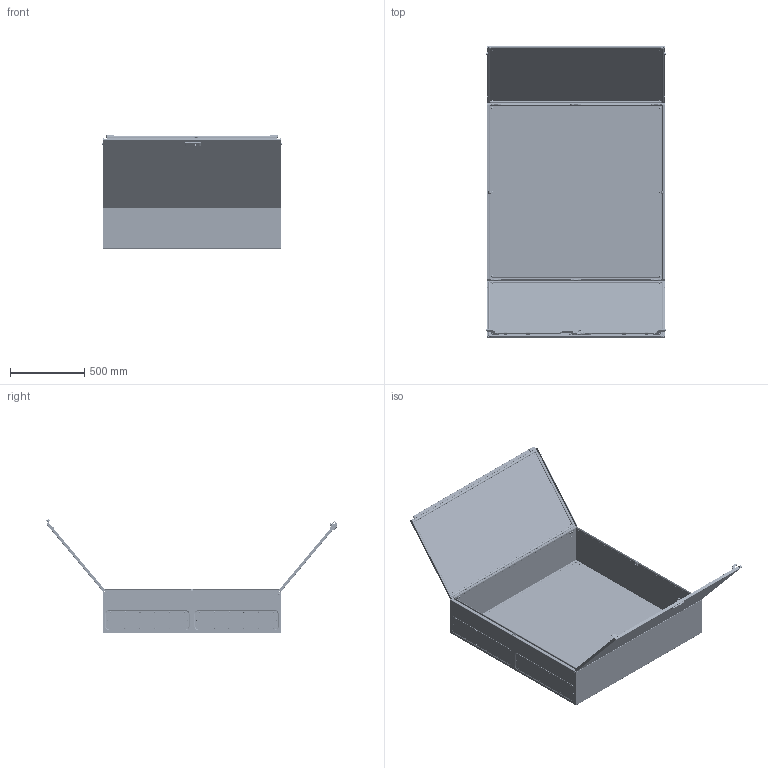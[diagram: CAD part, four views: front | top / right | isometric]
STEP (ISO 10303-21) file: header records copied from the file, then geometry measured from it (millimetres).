
FILE_DESCRIPTION (( 'STEP AP203' ), '1' );
FILE_NAME ('1200x1200x300 R5CE12123.step', '2012-04-06T09:09:01', ( 'User' ), ( 'DKC' ), 'SwSTEP 2.0', 'SolidWorks 2011', '' );
FILE_SCHEMA (( 'CONFIG_CONTROL_DESIGN' ));
Products named in the file (49): 1200x1200x300 R5CE12123; AC00C380 for transportation_Default; Double left dead door handle CE assemble 11111_1200õ1200 CB02C338; foam rubber CE_1200; Dead door left side handle CE 11111_1200x1200; Mounting plates CE 11111_1200x1200; Sealant of perno AC00C409; Perno AC00C401_AC00C401; Double right dead door handle CE assemble 11111_1200õ1200 CB02C337; distanziale di gomma per RAM BLOCK_AC00C390; Nut M6_Hexagon Nut ISO - 4034 - M6 - S; AC00C400 Quadro IP55 Guida aste_Default; Handle door CE 11111_1200; handle 11111; clincher; weel; AC00C538; ASTINA Inferiore CE 11111_1200; ASTINA Superiore CE 11111_1200; Wood screw 4.2x13_R5A07; linguetta_AC00C387; Hex Flange Bolt M6x10_ISO 4162 - M6 x 12 x 12-S; Ingranaggio per cariglione modificated_AC00C388; inserto chiave per maniglia RAM BLOCK_AC00C389; Sealing ring; Basetta esterna QE AC00C504_AC00C505; sealant for door CE_1200x600; CERNIERA SALDATA_Default; End-cup AC00C112_Default; Dead door right side handle CE 11111_1200x1200; Frames CE 3 parts 2 windows assemble 11111_1200x1200x300 R5CE12123; AC00C316_AC00C316; end-cap_AC00C061; land; Tapping screw 4.8x9.5 AC00C352_AC00C352; Tapping screw 4.2x16_Tapping screw 4.2x16; Blocchetto fissaggio cerniera AC00C354_AC00C354; CERNIERA AC00C399_Default; Flange nut M6_ISO 7044-M6-S; Perno M6 AC00C145_1 ...
Assembly tree (188 placements, depth 4):
  1200x1200x300 R5CE12123
    Perno AC00C401_AC00C401  x6
    Flange nut M6_ISO 7044-M6-S  x6
    AC00C380 for transportation_Default  x4
    Sealant of perno AC00C409  x6
    Double right dead door handle CE assemble 11111_1200õ1200 CB02C337
      land  x8
      End-cup AC00C112_Default  x4
      end-cap_AC00C061  x2
      Dead door right side handle CE 11111_1200x1200
      AC00C400 Quadro IP55 Guida aste_Default  x4
      Wood screw 4.2x13_R5A07  x2
      distanziale di gomma per RAM BLOCK_AC00C390  x2
      Handle door CE 11111_1200
        Ingranaggio per cariglione modificated_AC00C388
        Basetta esterna QE AC00C504_AC00C505
        linguetta_AC00C387
        Wood screw 4.2x13_R5A07  x2
        AC00C538  x4
        ASTINA Superiore CE 11111_1200
        clincher  x6
        Hex Flange Bolt M6x10_ISO 4162 - M6 x 12 x 12-S
        inserto chiave per maniglia RAM BLOCK_AC00C389
        handle 11111
        Sealing ring
        weel  x2
        ASTINA Inferiore CE 11111_1200
      CERNIERA SALDATA_Default  x3
      Nut M6_Hexagon Nut ISO - 4034 - M6 - S  x4
      sealant for door CE_1200x600
    Frames CE 3 parts 2 windows assemble 11111_1200x1200x300 R5CE12123
      Flange nut M6_ISO 7044-M6-S  x6
      Tapping screw 4.2x16_Tapping screw 4.2x16  x12
      Sealant AC00C355  x6
      Flanges CE_527x97  x2
      Tapping screw 4.8x9.5 AC00C352_AC00C352  x28
      End-cup AC00C317_Default  x4
      CERNIERA AC00C399_Default  x6
      Blocchetto fissaggio cerniera AC00C354_AC00C354  x6
      Perno M6 AC00C145_1  x6
      AC00C316_AC00C316
      land  x4
      Frames CE 3 parts 11111_1200x1200x300 R5CE12123
        AC00C402_Default  x2
        Base CE 11111_1200x1200x300
        Cover CE 11111_1200x300
        Bottom CE 11111_1200x300
      end-cap_AC00C061  x2
      Sealants of flange_527x97  x2
    Mounting plates CE 11111_1200x1200
    Double left dead door handle CE assemble 11111_1200õ1200 CB02C338
      end-cap_AC00C061  x2
      End-cup AC00C112_Default  x4
      sealant for door CE_1200x600
      land  x4
      CERNIERA SALDATA_Default  x3
      foam rubber CE_1200
      Dead door left side handle CE 11111_1200x1200
Bounding box: 1204.6 x 1961.89 x 766.22 mm (x, y, z)
Volume: 11376932.6 mm3; surface area: 12524922.6 mm2
Topology: 199 solids, 199 shells, 14224 faces, 37202 edges, 23466 vertices
Faces by surface type: bspline 4725, cylinder 3732, plane 2736, cone 2647, torus 286, sphere 98
Entity records: 169449 total; most frequent: CARTESIAN_POINT 94364, ORIENTED_EDGE 14096, DIRECTION 13520, EDGE_CURVE 7048, AXIS2_PLACEMENT_3D 5073, VERTEX_POINT 4384, LINE 3374, VECTOR 3374
